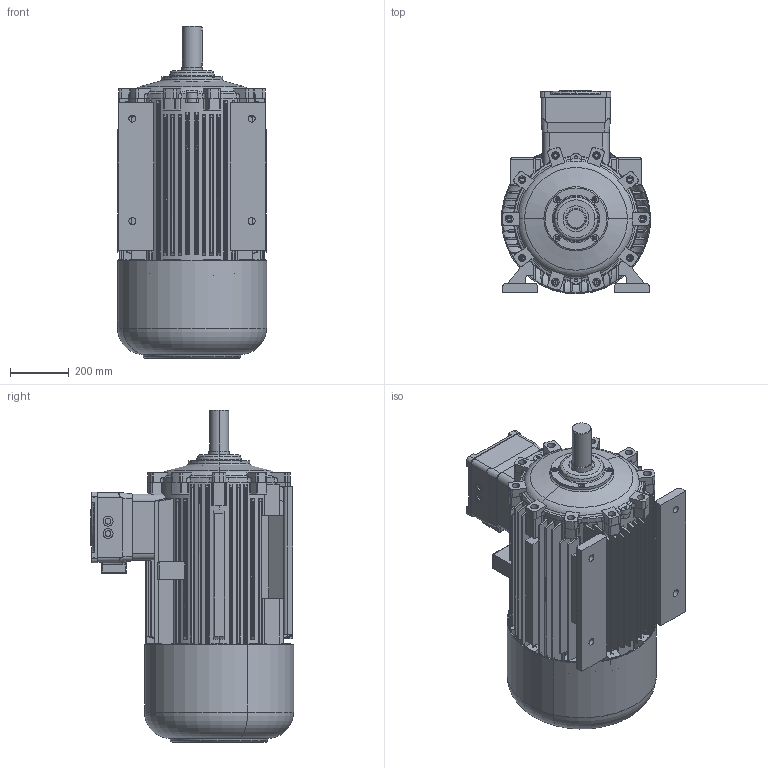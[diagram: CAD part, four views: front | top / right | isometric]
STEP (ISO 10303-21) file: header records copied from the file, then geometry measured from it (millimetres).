
FILE_DESCRIPTION (( 'STEP AP203' ), '1' );
FILE_NAME ('E3 ASA250 M-6 B3.STEP', '2019-05-08T05:43:51', ( 'Mirela' ), ( '' ), 'SwSTEP 2.0', 'SolidWorks 2014', '' );
FILE_SCHEMA (( 'CONFIG_CONTROL_DESIGN' ));
Length unit declared in the file: millimetre
Products named in the file (1): E3 ASA250 M-6 B3
Bounding box: 507.51 x 691.75 x 1130 mm (x, y, z)
Volume: 46112800.2 mm3; surface area: 6293500.1 mm2
Topology: 7 solids, 12 shells, 1511 faces, 4013 edges, 2620 vertices
Faces by surface type: cylinder 762, plane 512, cone 184, torus 48, bspline 5
Entity records: 52847 total; most frequent: CARTESIAN_POINT 14923, ORIENTED_EDGE 7994, DIRECTION 7934, EDGE_CURVE 3997, AXIS2_PLACEMENT_3D 3068, VERTEX_POINT 2620, VECTOR 1798, LINE 1798
